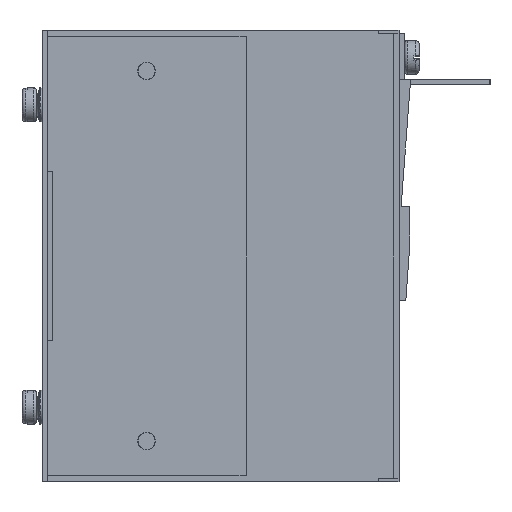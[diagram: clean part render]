
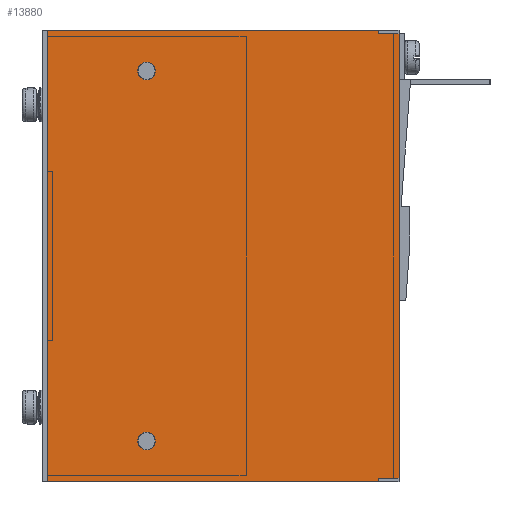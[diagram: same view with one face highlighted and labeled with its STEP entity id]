
A CAD part, left-side view. The second image highlights one B-rep face of the part: STEP entity #13880.
In plain terms, the highlighted planar face has unit normal (-1, 0, 0).
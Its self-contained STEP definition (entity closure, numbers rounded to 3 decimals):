
#456=FACE_BOUND('',#1974,.T.);
#457=FACE_BOUND('',#1975,.T.);
#646=PLANE('',#14988);
#1234=FACE_OUTER_BOUND('',#1973,.T.);
#1973=EDGE_LOOP('',(#10059,#10060,#10061,#10062,#10063,#10064,#10065,#10066));
#1974=EDGE_LOOP('',(#10067));
#1975=EDGE_LOOP('',(#10068));
#2782=LINE('',#19829,#4366);
#2794=LINE('',#19856,#4378);
#2799=LINE('',#19866,#4383);
#2839=LINE('',#19963,#4423);
#2863=LINE('',#20007,#4447);
#2876=LINE('',#20032,#4460);
#2916=LINE('',#20145,#4500);
#2921=LINE('',#20154,#4505);
#4366=VECTOR('',#16090,10.);
#4378=VECTOR('',#16108,10.);
#4383=VECTOR('',#16115,10.);
#4423=VECTOR('',#16199,10.);
#4447=VECTOR('',#16233,10.);
#4460=VECTOR('',#16262,10.);
#4500=VECTOR('',#16376,10.);
#4505=VECTOR('',#16385,10.);
#5904=CIRCLE('',#14920,2.6);
#5906=CIRCLE('',#14924,2.6);
#6229=VERTEX_POINT('',#19823);
#6231=VERTEX_POINT('',#19827);
#6241=VERTEX_POINT('',#19850);
#6243=VERTEX_POINT('',#19854);
#6247=VERTEX_POINT('',#19864);
#6262=VERTEX_POINT('',#19904);
#6264=VERTEX_POINT('',#19912);
#6280=VERTEX_POINT('',#19959);
#6282=VERTEX_POINT('',#19962);
#6337=VERTEX_POINT('',#20144);
#7617=EDGE_CURVE('',#6229,#6231,#2782,.T.);
#7629=EDGE_CURVE('',#6241,#6243,#2794,.T.);
#7634=EDGE_CURVE('',#6231,#6247,#2799,.T.);
#7655=EDGE_CURVE('',#6262,#6262,#5904,.T.);
#7659=EDGE_CURVE('',#6264,#6264,#5906,.T.);
#7682=EDGE_CURVE('',#6280,#6282,#2839,.T.);
#7706=EDGE_CURVE('',#6243,#6282,#2863,.T.);
#7719=EDGE_CURVE('',#6280,#6229,#2876,.T.);
#7775=EDGE_CURVE('',#6247,#6337,#2916,.T.);
#7780=EDGE_CURVE('',#6241,#6337,#2921,.T.);
#10059=ORIENTED_EDGE('',*,*,#7617,.T.);
#10060=ORIENTED_EDGE('',*,*,#7634,.T.);
#10061=ORIENTED_EDGE('',*,*,#7775,.T.);
#10062=ORIENTED_EDGE('',*,*,#7780,.F.);
#10063=ORIENTED_EDGE('',*,*,#7629,.T.);
#10064=ORIENTED_EDGE('',*,*,#7706,.T.);
#10065=ORIENTED_EDGE('',*,*,#7682,.F.);
#10066=ORIENTED_EDGE('',*,*,#7719,.T.);
#10067=ORIENTED_EDGE('',*,*,#7655,.T.);
#10068=ORIENTED_EDGE('',*,*,#7659,.T.);
#13880=ADVANCED_FACE('',(#1234,#456,#457),#646,.T.);
#14920=AXIS2_PLACEMENT_3D('',#19906,#16148,#16149);
#14924=AXIS2_PLACEMENT_3D('',#19914,#16158,#16159);
#14988=AXIS2_PLACEMENT_3D('',#20158,#16391,#16392);
#16090=DIRECTION('',(0.,0.,-1.));
#16108=DIRECTION('',(0.,0.,-1.));
#16115=DIRECTION('',(0.,-1.,0.));
#16148=DIRECTION('center_axis',(1.,0.,0.));
#16149=DIRECTION('ref_axis',(0.,0.,
-1.));
#16158=DIRECTION('center_axis',(1.,0.,0.));
#16159=DIRECTION('ref_axis',(0.,0.,
-1.));
#16199=DIRECTION('',(0.,0.,1.));
#16233=DIRECTION('',(0.,1.,0.));
#16262=DIRECTION('',(0.,-1.,0.));
#16376=DIRECTION('',(0.,0.,1.));
#16385=DIRECTION('',(0.,-1.,0.));
#16391=DIRECTION('center_axis',(-1.,0.,0.));
#16392=DIRECTION('ref_axis',(0.,0.,1.));
#19823=CARTESIAN_POINT('',(-221.5,-4.5,-65.425));
#19827=CARTESIAN_POINT('',(-221.5,-4.5,-66.425));
#19829=CARTESIAN_POINT('',(-221.5,-4.5,-32.962));
#19850=CARTESIAN_POINT('',(-221.5,-4.5,66.425));
#19854=CARTESIAN_POINT('',(-221.5,-4.5,65.425));
#19856=CARTESIAN_POINT('',(-221.5,-4.5,32.963));
#19864=CARTESIAN_POINT('',(-221.5,-102.,-66.425));
#19866=CARTESIAN_POINT('',(-221.5,-103.5,-66.425));
#19904=CARTESIAN_POINT('',(-221.5,-72.75,57.025));
#19906=CARTESIAN_POINT('Origin',(-221.5,-72.75,54.425));
#19912=CARTESIAN_POINT('',(-221.5,-72.75,-51.825));
#19914=CARTESIAN_POINT('Origin',(-221.5,-72.75,-54.425));
#19959=CARTESIAN_POINT('',(-221.5,1.5,-65.425));
#19962=CARTESIAN_POINT('',(-221.5,1.5,65.425));
#19963=CARTESIAN_POINT('',(-221.5,1.5,-66.425));
#20007=CARTESIAN_POINT('',(-221.5,1.125,65.425));
#20032=CARTESIAN_POINT('',(-221.5,1.125,-65.425));
#20144=CARTESIAN_POINT('',(-221.5,-102.,66.425));
#20145=CARTESIAN_POINT('',(-221.5,-102.,0.));
#20154=CARTESIAN_POINT('',(-221.5,1.5,66.425));
#20158=CARTESIAN_POINT('Origin',(-221.5,0.75,0.));
